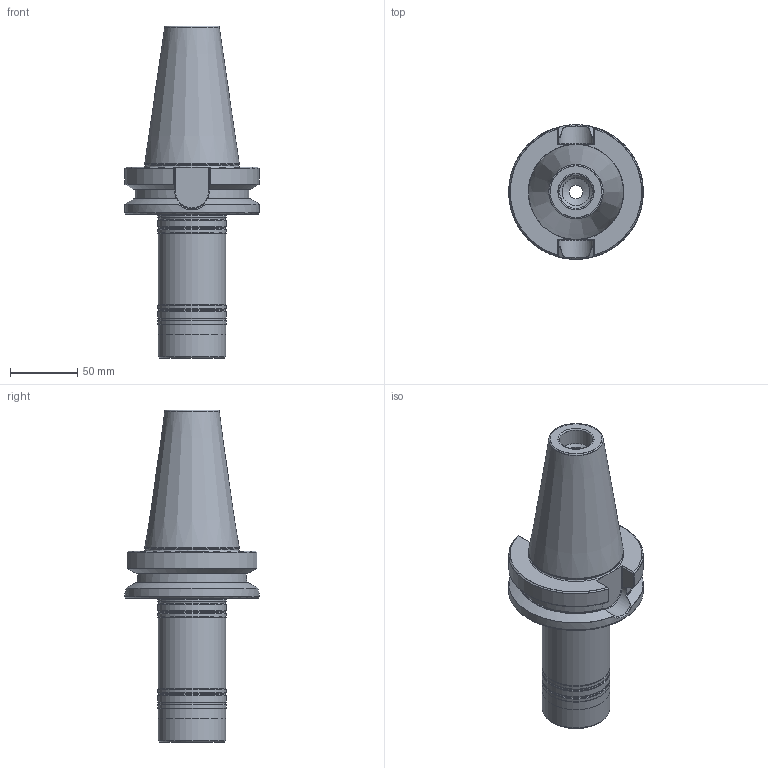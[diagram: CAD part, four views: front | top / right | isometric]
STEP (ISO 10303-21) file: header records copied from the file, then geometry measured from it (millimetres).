
FILE_DESCRIPTION(/* description */ (''),/* implementation_level */ '2;1');
FILE_NAME(/* name */ '415014080.stp',/* time_stamp */ '2021-01-08T12:38:03',/* author */ ('LRA'),/* organization */ ('REGO-FIX'),/* preprocessor_version */ ' Unknown',/* originating_system */ 'SIEMENS PLM Software Solid Edge ST10',/* authorization */ 'Unknown');
FILE_SCHEMA (('AUTOMOTIVE_DESIGN { 1 0 10303 214 2 1 1}'));
Length unit declared in the file: millimetre
Products named in the file (1): NOCUT
Bounding box: 100.3 x 100.3 x 247.2 mm (x, y, z)
Volume: 1193691 mm3; surface area: 157081.6 mm2
Topology: 2 solids, 2 shells, 194 faces, 461 edges, 274 vertices
Faces by surface type: cone 56, plane 55, cylinder 49, torus 30, bspline 4
Full cylindrical faces by diameter (mm): 10.106 x2, 20.751 x2, 20.752 x2, 24.7 x1, 25 x1, 30.5 x2, 50 x3, 50.3 x2, 50.5 x6, 50.8 x6, 100 x1, 100.3 x1
Entity records: 6617 total; most frequent: CARTESIAN_POINT 1272, DIRECTION 828, ORIENTED_EDGE 712, AXIS2_PLACEMENT_3D 358, EDGE_CURVE 356, EDGE_LOOP 292, FACE_BOUND 292, VERTEX_POINT 260
